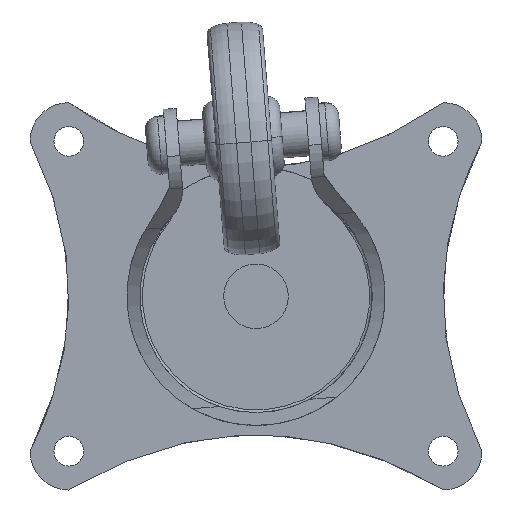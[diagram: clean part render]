
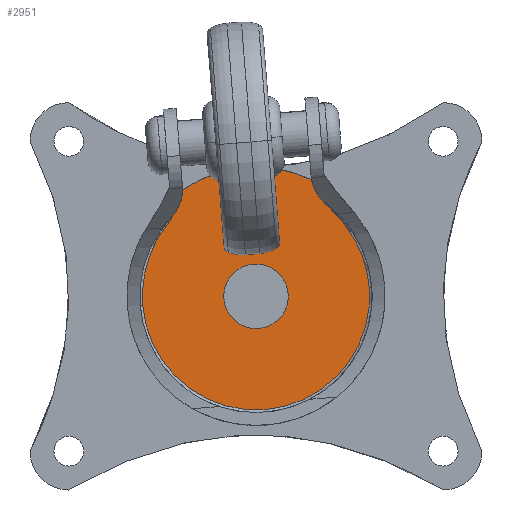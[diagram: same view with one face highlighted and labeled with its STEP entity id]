
A CAD part, front view. The second image highlights one B-rep face of the part: STEP entity #2951.
In plain terms, the highlighted face is planar.
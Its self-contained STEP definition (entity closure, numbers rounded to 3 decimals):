
#18 = CARTESIAN_POINT ( 'NONE',  ( 2.556, -0.089, 0. ) ) ;
#40 = CARTESIAN_POINT ( 'NONE',  ( -2.944, -0.089, 3.666 ) ) ;
#135 = AXIS2_PLACEMENT_3D ( 'NONE', #1262, #1654, #3179 ) ;
#178 = CARTESIAN_POINT ( 'NONE',  ( 0.042, -0.089, 8.653 ) ) ;
#188 = CARTESIAN_POINT ( 'NONE',  ( 0.019, -0.089, 8.406 ) ) ;
#217 = CARTESIAN_POINT ( 'NONE',  ( 5.056, -0.089, 0. ) ) ;
#234 = AXIS2_PLACEMENT_3D ( 'NONE', #1520, #3702, #1891 ) ;
#343 = ORIENTED_EDGE ( 'NONE', *, *, #589, .T. ) ;
#589 = EDGE_CURVE ( 'NONE', #4785, #2394, #784, .T. ) ;
#600 = DIRECTION ( 'NONE',  ( 0., 1., 0. ) ) ;
#615 = ORIENTED_EDGE ( 'NONE', *, *, #1767, .F. ) ;
#657 = CARTESIAN_POINT ( 'NONE',  ( 12.49, -0.089, 4.756 ) ) ;
#707 = CARTESIAN_POINT ( 'NONE',  ( -2.944, -0.089, 3.666 ) ) ;
#784 = CIRCLE ( 'NONE', #1649, 8.8 ) ;
#817 = CARTESIAN_POINT ( 'NONE',  ( 5.056, -0.089, 0. ) ) ;
#910 = CARTESIAN_POINT ( 'NONE',  ( 0.042, -0.089, 8.653 ) ) ;
#1013 = AXIS2_PLACEMENT_3D ( 'NONE', #217, #1727, #3636 ) ;
#1025 = CARTESIAN_POINT ( 'NONE',  ( 10.829, -0.089, 6.877 ) ) ;
#1039 = CARTESIAN_POINT ( 'NONE',  ( 5.056, -0.089, 0. ) ) ;
#1061 = VERTEX_POINT ( 'NONE', #178 ) ;
#1163 = ORIENTED_EDGE ( 'NONE', *, *, #3603, .T. ) ;
#1241 = CIRCLE ( 'NONE', #4711, 8.8 ) ;
#1262 = CARTESIAN_POINT ( 'NONE',  ( 5.056, -0.089, 0. ) ) ;
#1286 = CARTESIAN_POINT ( 'NONE',  ( -0.033, -0.089, 8.167 ) ) ;
#1307 = CARTESIAN_POINT ( 'NONE',  ( -1.98, -0.089, 5.375 ) ) ;
#1326 = CARTESIAN_POINT ( 'NONE',  ( 7.556, -0.089, 0. ) ) ;
#1387 = B_SPLINE_CURVE_WITH_KNOTS ( 'NONE', 3,
 ( #4833, #2233, #2554, #2631, #3334, #4461, #1025, #3355, #4049, #2605, #3678, #657, #1884, #3018, #4120, #1488 ),
 .UNSPECIFIED., .F., .F.,
 ( 4, 2, 2, 2, 2, 2, 2, 4 ),
 ( 0., 0.001, 0.001, 0.002, 0.003, 0.004, 0.005, 0.006 ),
 .UNSPECIFIED. ) ;
#1445 = ORIENTED_EDGE ( 'NONE', *, *, #1547, .T. ) ;
#1488 = CARTESIAN_POINT ( 'NONE',  ( 13.056, -0.089, 3.666 ) ) ;
#1520 = CARTESIAN_POINT ( 'NONE',  ( 5.056, -0.089, 0. ) ) ;
#1547 = EDGE_CURVE ( 'NONE', #2394, #1726, #1241, .T. ) ;
#1549 = CARTESIAN_POINT ( 'NONE',  ( -2.746, -0.089, 4.116 ) ) ;
#1567 = ORIENTED_EDGE ( 'NONE', *, *, #4308, .T. ) ;
#1649 = AXIS2_PLACEMENT_3D ( 'NONE', #817, #2326, #4604 ) ;
#1653 = EDGE_LOOP ( 'NONE', ( #4838, #4226, #1163, #343, #1445, #1567 ) ) ;
#1654 = DIRECTION ( 'NONE',  ( 0., 1., 0. ) ) ;
#1726 = VERTEX_POINT ( 'NONE', #707 ) ;
#1727 = DIRECTION ( 'NONE',  ( 0., 1., 0. ) ) ;
#1729 = AXIS2_PLACEMENT_3D ( 'NONE', #4016, #600, #4730 ) ;
#1754 = FACE_OUTER_BOUND ( 'NONE', #1653, .T. ) ;
#1767 = EDGE_CURVE ( 'NONE', #4141, #1966, #4422, .T. ) ;
#1884 = CARTESIAN_POINT ( 'NONE',  ( 12.615, -0.089, 4.544 ) ) ;
#1891 = DIRECTION ( 'NONE',  ( -1., 0., 0. ) ) ;
#1897 = DIRECTION ( 'NONE',  ( -1., 0., 0. ) ) ;
#1966 = VERTEX_POINT ( 'NONE', #1326 ) ;
#2018 = CARTESIAN_POINT ( 'NONE',  ( -1.039, -0.089, 6.507 ) ) ;
#2068 = EDGE_CURVE ( 'NONE', #2443, #3776, #1387, .T. ) ;
#2071 = CARTESIAN_POINT ( 'NONE',  ( -2.512, -0.089, 4.549 ) ) ;
#2155 = CARTESIAN_POINT ( 'NONE',  ( 13.056, -0.089, 3.666 ) ) ;
#2233 = CARTESIAN_POINT ( 'NONE',  ( 10.092, -0.089, 8.406 ) ) ;
#2326 = DIRECTION ( 'NONE',  ( 0., 1., 0. ) ) ;
#2394 = VERTEX_POINT ( 'NONE', #4382 ) ;
#2443 = VERTEX_POINT ( 'NONE', #3575 ) ;
#2473 = CARTESIAN_POINT ( 'NONE',  ( -1.682, -0.089, 5.766 ) ) ;
#2487 = CARTESIAN_POINT ( 'NONE',  ( 5.056, -0.089, 0. ) ) ;
#2543 = DIRECTION ( 'NONE',  ( 0., 1., 0. ) ) ;
#2554 = CARTESIAN_POINT ( 'NONE',  ( 10.145, -0.089, 8.167 ) ) ;
#2605 = CARTESIAN_POINT ( 'NONE',  ( 11.793, -0.089, 5.765 ) ) ;
#2631 = CARTESIAN_POINT ( 'NONE',  ( 10.305, -0.089, 7.705 ) ) ;
#2736 = EDGE_CURVE ( 'NONE', #1966, #4141, #3784, .T. ) ;
#2810 = EDGE_CURVE ( 'NONE', #1061, #2443, #3617, .T. ) ;
#2882 = ORIENTED_EDGE ( 'NONE', *, *, #2736, .F. ) ;
#2894 = FACE_BOUND ( 'NONE', #3363, .T. ) ;
#2918 = PLANE ( 'NONE',  #3309 ) ;
#2951 = ADVANCED_FACE ( 'NONE', ( #1754, #2894 ), #2918, .T. ) ;
#3018 = CARTESIAN_POINT ( 'NONE',  ( 12.848, -0.089, 4.112 ) ) ;
#3179 = DIRECTION ( 'NONE',  ( -1., 0., 0. ) ) ;
#3309 = AXIS2_PLACEMENT_3D ( 'NONE', #1039, #2543, #1897 ) ;
#3334 = CARTESIAN_POINT ( 'NONE',  ( 10.415, -0.089, 7.48 ) ) ;
#3355 = CARTESIAN_POINT ( 'NONE',  ( 11.151, -0.089, 6.507 ) ) ;
#3363 = EDGE_LOOP ( 'NONE', ( #2882, #615 ) ) ;
#3561 = CARTESIAN_POINT ( 'NONE',  ( -0.194, -0.089, 7.705 ) ) ;
#3575 = CARTESIAN_POINT ( 'NONE',  ( 10.069, -0.089, 8.653 ) ) ;
#3602 = CARTESIAN_POINT ( 'NONE',  ( -0.718, -0.089, 6.878 ) ) ;
#3603 = EDGE_CURVE ( 'NONE', #3776, #4785, #3870, .T. ) ;
#3617 = CIRCLE ( 'NONE', #1013, 10. ) ;
#3636 = DIRECTION ( 'NONE',  ( 0., 0., -1. ) ) ;
#3678 = CARTESIAN_POINT ( 'NONE',  ( 12.091, -0.089, 5.375 ) ) ;
#3702 = DIRECTION ( 'NONE',  ( 0., 1., 0. ) ) ;
#3776 = VERTEX_POINT ( 'NONE', #2155 ) ;
#3784 = CIRCLE ( 'NONE', #135, 2.5 ) ;
#3870 = CIRCLE ( 'NONE', #1729, 8.8 ) ;
#3985 = CARTESIAN_POINT ( 'NONE',  ( -0.565, -0.089, 7.068 ) ) ;
#4016 = CARTESIAN_POINT ( 'NONE',  ( 5.056, -0.089, 0. ) ) ;
#4049 = CARTESIAN_POINT ( 'NONE',  ( 11.316, -0.089, 6.325 ) ) ;
#4120 = CARTESIAN_POINT ( 'NONE',  ( 12.957, -0.089, 3.889 ) ) ;
#4141 = VERTEX_POINT ( 'NONE', #18 ) ;
#4226 = ORIENTED_EDGE ( 'NONE', *, *, #2068, .T. ) ;
#4308 = EDGE_CURVE ( 'NONE', #1726, #1061, #4401, .T. ) ;
#4382 = CARTESIAN_POINT ( 'NONE',  ( -3.744, -0.089, 0. ) ) ;
#4401 = B_SPLINE_CURVE_WITH_KNOTS ( 'NONE', 3,
 ( #40, #1549, #2071, #1307, #2473, #4667, #2018, #3602, #3985, #4712, #3561, #1286, #188, #910 ),
 .UNSPECIFIED., .F., .F.,
 ( 4, 2, 2, 2, 2, 2, 4 ),
 ( 0., 0.001, 0.003, 0.004, 0.004, 0.005, 0.006 ),
 .UNSPECIFIED. ) ;
#4422 = CIRCLE ( 'NONE', #234, 2.5 ) ;
#4461 = CARTESIAN_POINT ( 'NONE',  ( 10.676, -0.089, 7.067 ) ) ;
#4604 = DIRECTION ( 'NONE',  ( -1., 0., 0. ) ) ;
#4667 = CARTESIAN_POINT ( 'NONE',  ( -1.204, -0.089, 6.325 ) ) ;
#4686 = DIRECTION ( 'NONE',  ( 0., 1., 0. ) ) ;
#4711 = AXIS2_PLACEMENT_3D ( 'NONE', #2487, #4686, #4760 ) ;
#4712 = CARTESIAN_POINT ( 'NONE',  ( -0.304, -0.089, 7.481 ) ) ;
#4730 = DIRECTION ( 'NONE',  ( -1., 0., 0. ) ) ;
#4760 = DIRECTION ( 'NONE',  ( -1., 0., 0. ) ) ;
#4785 = VERTEX_POINT ( 'NONE', #4835 ) ;
#4833 = CARTESIAN_POINT ( 'NONE',  ( 10.069, -0.089, 8.653 ) ) ;
#4835 = CARTESIAN_POINT ( 'NONE',  ( 13.856, -0.089, 0. ) ) ;
#4838 = ORIENTED_EDGE ( 'NONE', *, *, #2810, .T. ) ;
